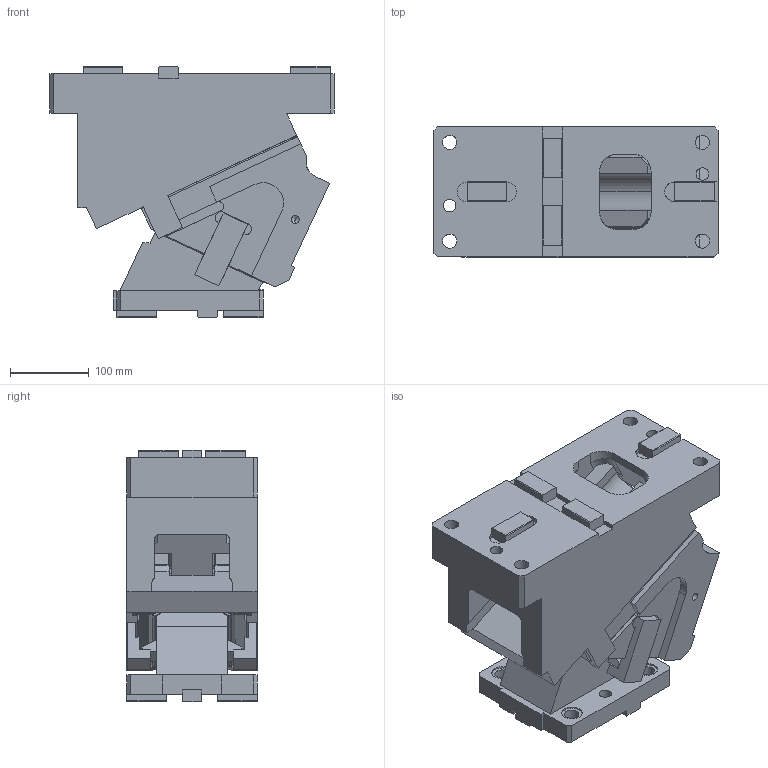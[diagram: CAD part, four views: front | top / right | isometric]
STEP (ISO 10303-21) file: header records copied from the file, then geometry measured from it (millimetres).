
FILE_DESCRIPTION(('CATIA V5 STEP Exchange'),'2;1');
FILE_NAME('CACV_165_25.stp','2015-04-24T14:11:51+00:00',('none'),('none'),'CATIA Version 5 Release 19 SP 2 (IN-10)','CATIA V5 STEP AP203','none');
FILE_SCHEMA(('CONFIG_CONTROL_DESIGN'));
Length unit declared in the file: millimetre
Products named in the file (1): CACV_165_25
Bounding box: 360 x 165 x 318 mm (x, y, z)
Volume: 10745929.6 mm3; surface area: 740112 mm2
Topology: 3 solids, 7 shells, 561 faces, 1640 edges, 1081 vertices
Faces by surface type: plane 382, cylinder 153, cone 16, bspline 8, torus 2
Entity records: 19126 total; most frequent: CARTESIAN_POINT 4743, ORIENTED_EDGE 3240, DIRECTION 2493, EDGE_CURVE 1620, VECTOR 1283, LINE 1283, VERTEX_POINT 1081, AXIS2_PLACEMENT_3D 702
